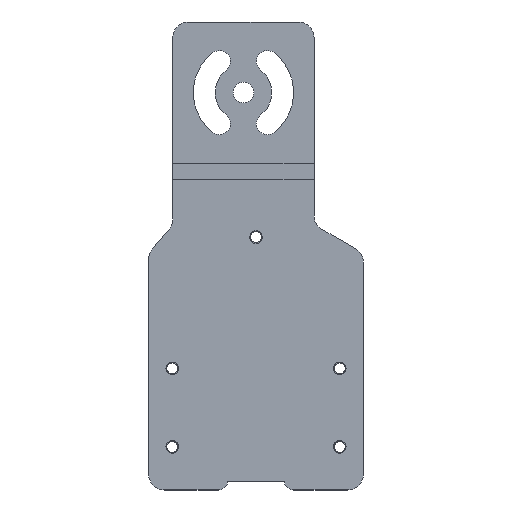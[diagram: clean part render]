
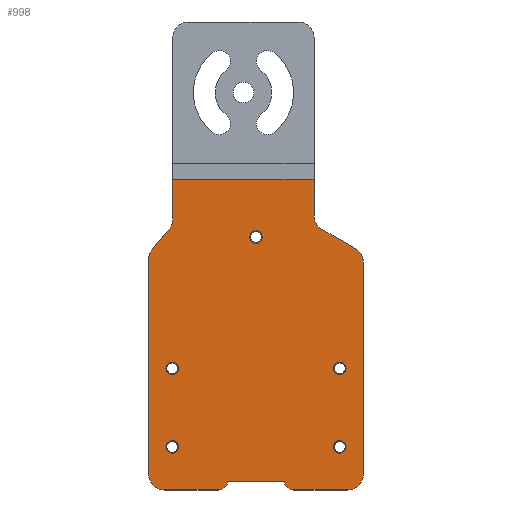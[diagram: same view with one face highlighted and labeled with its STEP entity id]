
A CAD part, top view. The second image highlights one B-rep face of the part: STEP entity #998.
In plain terms, the highlighted planar face has unit normal (0, 0, 1).
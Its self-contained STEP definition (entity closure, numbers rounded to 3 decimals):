
#125=CARTESIAN_POINT('',(0.,80.6,2.5));
#126=DIRECTION('',(0.,0.,1.));
#127=DIRECTION('',(-1.,0.,0.));
#128=AXIS2_PLACEMENT_3D('',#125,#126,#127);
#130=CARTESIAN_POINT('',(0.,80.6,2.5));
#131=DIRECTION('',(0.,0.,1.));
#132=DIRECTION('',(1.,0.,0.));
#133=AXIS2_PLACEMENT_3D('',#130,#131,#132);
#135=CARTESIAN_POINT('',(26.7,38.75,2.5));
#136=DIRECTION('',(0.,0.,-1.));
#137=DIRECTION('',(1.,0.,0.));
#138=AXIS2_PLACEMENT_3D('',#135,#136,#137);
#140=CARTESIAN_POINT('',(26.7,38.75,2.5));
#141=DIRECTION('',(0.,0.,-1.));
#142=DIRECTION('',(-1.,0.,0.));
#143=AXIS2_PLACEMENT_3D('',#140,#141,#142);
#145=CARTESIAN_POINT('',(26.7,13.75,2.5));
#146=DIRECTION('',(0.,0.,-1.));
#147=DIRECTION('',(1.,0.,0.));
#148=AXIS2_PLACEMENT_3D('',#145,#146,#147);
#150=CARTESIAN_POINT('',(26.7,13.75,2.5));
#151=DIRECTION('',(0.,0.,-1.));
#152=DIRECTION('',(-1.,0.,0.));
#153=AXIS2_PLACEMENT_3D('',#150,#151,#152);
#155=CARTESIAN_POINT('',(-26.7,38.75,2.5));
#156=DIRECTION('',(0.,0.,1.));
#157=DIRECTION('',(-1.,0.,0.));
#158=AXIS2_PLACEMENT_3D('',#155,#156,#157);
#160=CARTESIAN_POINT('',(-26.7,38.75,2.5));
#161=DIRECTION('',(0.,0.,1.));
#162=DIRECTION('',(1.,0.,0.));
#163=AXIS2_PLACEMENT_3D('',#160,#161,#162);
#165=CARTESIAN_POINT('',(-26.7,13.75,2.5));
#166=DIRECTION('',(0.,0.,1.));
#167=DIRECTION('',(-1.,0.,0.));
#168=AXIS2_PLACEMENT_3D('',#165,#166,#167);
#170=CARTESIAN_POINT('',(-26.7,13.75,2.5));
#171=DIRECTION('',(0.,0.,1.));
#172=DIRECTION('',(1.,0.,0.));
#173=AXIS2_PLACEMENT_3D('',#170,#171,#172);
#175=CARTESIAN_POINT('',(29.2,72.613,2.5));
#176=DIRECTION('',(0.,0.,1.));
#177=DIRECTION('',(1.,0.,0.));
#178=AXIS2_PLACEMENT_3D('',#175,#176,#177);
#180=DIRECTION('',(0.,1.,0.));
#181=VECTOR('',#180,67.613);
#182=CARTESIAN_POINT('',(34.2,5.,2.5));
#183=LINE('',#182,#181);
#184=CARTESIAN_POINT('',(29.2,5.,2.5));
#185=DIRECTION('',(0.,0.,1.));
#186=DIRECTION('',(0.,-1.,0.));
#187=AXIS2_PLACEMENT_3D('',#184,#185,#186);
#189=DIRECTION('',(1.,0.,0.));
#190=VECTOR('',#189,17.21);
#191=CARTESIAN_POINT('',(11.99,0.,2.5));
#192=LINE('',#191,#190);
#193=CARTESIAN_POINT('',(11.99,3.,2.5));
#194=DIRECTION('',(0.,0.,1.));
#195=DIRECTION('',(-0.977,-0.214,0.));
#196=AXIS2_PLACEMENT_3D('',#193,#194,#195);
#198=DIRECTION('',(-1.,0.,0.));
#199=VECTOR('',#198,17.142);
#200=CARTESIAN_POINT('',(8.571,2.75,2.5));
#201=LINE('',#200,#199);
#202=CARTESIAN_POINT('',(-11.99,3.,2.5));
#203=DIRECTION('',(0.,0.,1.));
#204=DIRECTION('',(0.,-1.,0.));
#205=AXIS2_PLACEMENT_3D('',#202,#203,#204);
#207=DIRECTION('',(1.,0.,0.));
#208=VECTOR('',#207,17.21);
#209=CARTESIAN_POINT('',(-29.2,0.,2.5));
#210=LINE('',#209,#208);
#211=CARTESIAN_POINT('',(-29.2,5.,2.5));
#212=DIRECTION('',(0.,0.,1.));
#213=DIRECTION('',(-1.,0.,0.));
#214=AXIS2_PLACEMENT_3D('',#211,#212,#213);
#216=DIRECTION('',(0.,-1.,0.));
#217=VECTOR('',#216,68.663);
#218=CARTESIAN_POINT('',(-34.2,73.663,2.5));
#219=LINE('',#218,#217);
#220=CARTESIAN_POINT('',(-29.2,73.663,2.5));
#221=DIRECTION('',(0.,0.,1.));
#222=DIRECTION('',(-0.762,0.647,0.));
#223=AXIS2_PLACEMENT_3D('',#220,#221,#222);
#225=DIRECTION('',(0.647,0.762,0.));
#226=VECTOR('',#225,8.219);
#227=CARTESIAN_POINT('',(-33.011,76.9,2.5));
#228=LINE('',#227,#226);
#229=DIRECTION('',(0.,-1.,0.));
#230=VECTOR('',#229,12.599);
#231=CARTESIAN_POINT('',(-26.5,99.,2.5));
#232=LINE('',#231,#230);
#233=DIRECTION('',(0.,-1.,0.));
#234=VECTOR('',#233,11.549);
#235=CARTESIAN_POINT('',(18.5,99.,2.5));
#236=LINE('',#235,#234);
#237=DIRECTION('',(-0.866,0.5,0.));
#238=VECTOR('',#237,12.355);
#239=CARTESIAN_POINT('',(31.7,76.943,2.5));
#240=LINE('',#239,#238);
#293=CARTESIAN_POINT('',(8.571,2.25,2.5));
#294=DIRECTION('',(0.,0.,-1.));
#295=DIRECTION('',(0.,1.,0.));
#296=AXIS2_PLACEMENT_3D('',#293,#294,#295);
#316=CARTESIAN_POINT('',(-8.571,2.25,2.5));
#317=DIRECTION('',(0.,0.,-1.));
#318=DIRECTION('',(-0.977,0.214,0.));
#319=AXIS2_PLACEMENT_3D('',#316,#317,#318);
#354=CARTESIAN_POINT('',(-31.5,86.401,2.5));
#355=DIRECTION('',(0.,0.,-1.));
#356=DIRECTION('',(1.,0.,0.));
#357=AXIS2_PLACEMENT_3D('',#354,#355,#356);
#400=CARTESIAN_POINT('',(23.5,87.451,2.5));
#401=DIRECTION('',(0.,0.,-1.));
#402=DIRECTION('',(-0.5,-0.866,0.));
#403=AXIS2_PLACEMENT_3D('',#400,#401,#402);
#417=DIRECTION('',(1.,0.,0.));
#418=VECTOR('',#417,45.);
#419=CARTESIAN_POINT('',(-26.5,99.,2.5));
#420=LINE('',#419,#418);
#677=CARTESIAN_POINT('',(-1.75,80.6,2.5));
#678=CARTESIAN_POINT('',(1.75,80.6,2.5));
#679=VERTEX_POINT('',#677);
#680=VERTEX_POINT('',#678);
#685=CARTESIAN_POINT('',(28.45,38.75,2.5));
#686=CARTESIAN_POINT('',(24.95,38.75,2.5));
#687=VERTEX_POINT('',#685);
#688=VERTEX_POINT('',#686);
#693=CARTESIAN_POINT('',(28.45,13.75,2.5));
#694=CARTESIAN_POINT('',(24.95,13.75,2.5));
#695=VERTEX_POINT('',#693);
#696=VERTEX_POINT('',#694);
#701=CARTESIAN_POINT('',(29.2,0.,2.5));
#702=VERTEX_POINT('',#701);
#703=CARTESIAN_POINT('',(34.2,5.,2.5));
#704=VERTEX_POINT('',#703);
#709=CARTESIAN_POINT('',(-34.2,5.,2.5));
#710=VERTEX_POINT('',#709);
#711=CARTESIAN_POINT('',(-29.2,0.,2.5));
#712=VERTEX_POINT('',#711);
#717=CARTESIAN_POINT('',(-11.99,0.,2.5));
#718=VERTEX_POINT('',#717);
#719=CARTESIAN_POINT('',(11.99,0.,2.5));
#720=VERTEX_POINT('',#719);
#721=CARTESIAN_POINT('',(-28.45,38.75,2.5));
#723=VERTEX_POINT('',#721);
#725=CARTESIAN_POINT('',(-24.95,38.75,2.5));
#727=VERTEX_POINT('',#725);
#729=CARTESIAN_POINT('',(-28.45,13.75,2.5));
#731=VERTEX_POINT('',#729);
#733=CARTESIAN_POINT('',(-24.95,13.75,2.5));
#735=VERTEX_POINT('',#733);
#738=CARTESIAN_POINT('',(-8.571,2.75,2.5));
#740=VERTEX_POINT('',#738);
#742=CARTESIAN_POINT('',(-9.059,2.357,2.5));
#744=VERTEX_POINT('',#742);
#745=CARTESIAN_POINT('',(8.571,2.75,2.5));
#747=VERTEX_POINT('',#745);
#749=CARTESIAN_POINT('',(9.059,2.357,2.5));
#751=VERTEX_POINT('',#749);
#761=CARTESIAN_POINT('',(18.5,99.,2.5));
#763=VERTEX_POINT('',#761);
#765=CARTESIAN_POINT('',(-26.5,99.,2.5));
#767=VERTEX_POINT('',#765);
#773=CARTESIAN_POINT('',(34.2,72.613,2.5));
#774=VERTEX_POINT('',#773);
#775=CARTESIAN_POINT('',(31.7,76.943,2.5));
#776=VERTEX_POINT('',#775);
#797=CARTESIAN_POINT('',(-33.011,76.9,2.5));
#798=VERTEX_POINT('',#797);
#799=CARTESIAN_POINT('',(-34.2,73.663,2.5));
#800=VERTEX_POINT('',#799);
#802=CARTESIAN_POINT('',(18.5,87.451,2.5));
#804=VERTEX_POINT('',#802);
#806=CARTESIAN_POINT('',(21.,83.121,2.5));
#808=VERTEX_POINT('',#806);
#810=CARTESIAN_POINT('',(-27.689,83.164,2.5));
#812=VERTEX_POINT('',#810);
#814=CARTESIAN_POINT('',(-26.5,86.401,2.5));
#816=VERTEX_POINT('',#814);
#923=CARTESIAN_POINT('',(0.,0.,2.5));
#924=DIRECTION('',(0.,0.,1.));
#925=DIRECTION('',(1.,0.,0.));
#926=AXIS2_PLACEMENT_3D('',#923,#924,#925);
#927=PLANE('',#926);
#929=ORIENTED_EDGE('',*,*,#928,.F.);
#931=ORIENTED_EDGE('',*,*,#930,.F.);
#933=ORIENTED_EDGE('',*,*,#932,.F.);
#935=ORIENTED_EDGE('',*,*,#934,.F.);
#937=ORIENTED_EDGE('',*,*,#936,.F.);
#939=ORIENTED_EDGE('',*,*,#938,.F.);
#941=ORIENTED_EDGE('',*,*,#940,.T.);
#943=ORIENTED_EDGE('',*,*,#942,.F.);
#945=ORIENTED_EDGE('',*,*,#944,.F.);
#947=ORIENTED_EDGE('',*,*,#946,.F.);
#949=ORIENTED_EDGE('',*,*,#948,.F.);
#951=ORIENTED_EDGE('',*,*,#950,.F.);
#953=ORIENTED_EDGE('',*,*,#952,.F.);
#955=ORIENTED_EDGE('',*,*,#954,.T.);
#957=ORIENTED_EDGE('',*,*,#956,.F.);
#959=ORIENTED_EDGE('',*,*,#958,.F.);
#961=ORIENTED_EDGE('',*,*,#960,.T.);
#963=ORIENTED_EDGE('',*,*,#962,.T.);
#965=ORIENTED_EDGE('',*,*,#964,.F.);
#967=ORIENTED_EDGE('',*,*,#966,.F.);
#968=EDGE_LOOP('',(#929,#931,#933,#935,#937,#939,#941,#943,#945,#947,#949,#951,
#953,#955,#957,#959,#961,#963,#965,#967));
#969=FACE_OUTER_BOUND('',#968,.F.);
#971=ORIENTED_EDGE('',*,*,#970,.F.);
#973=ORIENTED_EDGE('',*,*,#972,.F.);
#974=EDGE_LOOP('',(#971,#973));
#975=FACE_BOUND('',#974,.F.);
#977=ORIENTED_EDGE('',*,*,#976,.F.);
#979=ORIENTED_EDGE('',*,*,#978,.F.);
#980=EDGE_LOOP('',(#977,#979));
#981=FACE_BOUND('',#980,.F.);
#983=ORIENTED_EDGE('',*,*,#982,.T.);
#985=ORIENTED_EDGE('',*,*,#984,.T.);
#986=EDGE_LOOP('',(#983,#985));
#987=FACE_BOUND('',#986,.F.);
#989=ORIENTED_EDGE('',*,*,#988,.T.);
#991=ORIENTED_EDGE('',*,*,#990,.T.);
#992=EDGE_LOOP('',(#989,#991));
#993=FACE_BOUND('',#992,.F.);
#994=ORIENTED_EDGE('',*,*,#903,.T.);
#995=ORIENTED_EDGE('',*,*,#917,.T.);
#996=EDGE_LOOP('',(#994,#995));
#997=FACE_BOUND('',#996,.F.);
#998=ADVANCED_FACE('',(#969,#975,#981,#987,#993,#997),#927,.T.);
#129=CIRCLE('',#128,1.75);
#134=CIRCLE('',#133,1.75);
#139=CIRCLE('',#138,1.75);
#144=CIRCLE('',#143,1.75);
#149=CIRCLE('',#148,1.75);
#154=CIRCLE('',#153,1.75);
#159=CIRCLE('',#158,1.75);
#164=CIRCLE('',#163,1.75);
#169=CIRCLE('',#168,1.75);
#174=CIRCLE('',#173,1.75);
#179=CIRCLE('',#178,5.);
#188=CIRCLE('',#187,5.);
#197=CIRCLE('',#196,3.);
#206=CIRCLE('',#205,3.);
#215=CIRCLE('',#214,5.);
#224=CIRCLE('',#223,5.);
#297=CIRCLE('',#296,0.5);
#320=CIRCLE('',#319,0.5);
#358=CIRCLE('',#357,5.);
#404=CIRCLE('',#403,5.);
#903=EDGE_CURVE('',#679,#680,#129,.T.);
#917=EDGE_CURVE('',#680,#679,#134,.T.);
#928=EDGE_CURVE('',#774,#776,#179,.T.);
#930=EDGE_CURVE('',#704,#774,#183,.T.);
#932=EDGE_CURVE('',#702,#704,#188,.T.);
#934=EDGE_CURVE('',#720,#702,#192,.T.);
#936=EDGE_CURVE('',#751,#720,#197,.T.);
#938=EDGE_CURVE('',#747,#751,#297,.T.);
#940=EDGE_CURVE('',#747,#740,#201,.T.);
#942=EDGE_CURVE('',#744,#740,#320,.T.);
#944=EDGE_CURVE('',#718,#744,#206,.T.);
#946=EDGE_CURVE('',#712,#718,#210,.T.);
#948=EDGE_CURVE('',#710,#712,#215,.T.);
#950=EDGE_CURVE('',#800,#710,#219,.T.);
#952=EDGE_CURVE('',#798,#800,#224,.T.);
#954=EDGE_CURVE('',#798,#812,#228,.T.);
#956=EDGE_CURVE('',#816,#812,#358,.T.);
#958=EDGE_CURVE('',#767,#816,#232,.T.);
#960=EDGE_CURVE('',#767,#763,#420,.T.);
#962=EDGE_CURVE('',#763,#804,#236,.T.);
#964=EDGE_CURVE('',#808,#804,#404,.T.);
#966=EDGE_CURVE('',#776,#808,#240,.T.);
#970=EDGE_CURVE('',#687,#688,#139,.T.);
#972=EDGE_CURVE('',#688,#687,#144,.T.);
#976=EDGE_CURVE('',#695,#696,#149,.T.);
#978=EDGE_CURVE('',#696,#695,#154,.T.);
#982=EDGE_CURVE('',#723,#727,#159,.T.);
#984=EDGE_CURVE('',#727,#723,#164,.T.);
#988=EDGE_CURVE('',#731,#735,#169,.T.);
#990=EDGE_CURVE('',#735,#731,#174,.T.);
